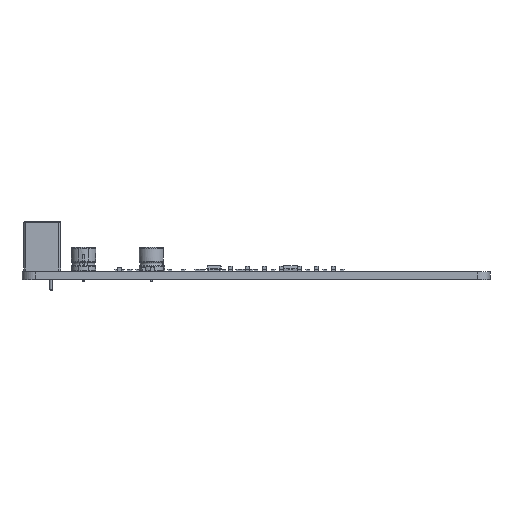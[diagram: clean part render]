
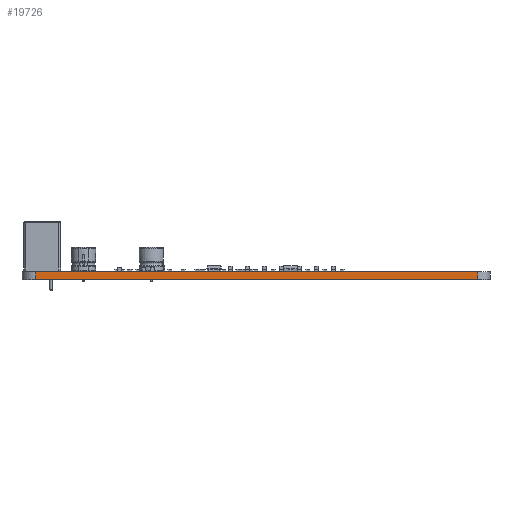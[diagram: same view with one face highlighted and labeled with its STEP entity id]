
A CAD part, left-side view. The second image highlights one B-rep face of the part: STEP entity #19726.
In plain terms, the highlighted planar face has unit normal (-1, 0, 0).
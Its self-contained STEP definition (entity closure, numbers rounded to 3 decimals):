
#19543 = CYLINDRICAL_SURFACE('',#19544,2.794);
#19544 = AXIS2_PLACEMENT_3D('',#19545,#19546,#19547);
#19545 = CARTESIAN_POINT('',(2.794,93.726,0.));
#19546 = DIRECTION('',(-0.,-0.,-1.));
#19547 = DIRECTION('',(1.,0.,-0.));
#19568 = VERTEX_POINT('',#19569);
#19569 = CARTESIAN_POINT('',(0.,93.726,1.6));
#19584 = PLANE('',#19585);
#19585 = AXIS2_PLACEMENT_3D('',#19586,#19587,#19588);
#19586 = CARTESIAN_POINT('',(51.323,48.246,1.6));
#19587 = DIRECTION('',(0.,0.,1.));
#19588 = DIRECTION('',(1.,0.,-0.));
#19596 = EDGE_CURVE('',#19597,#19568,#19599,.T.);
#19597 = VERTEX_POINT('',#19598);
#19598 = CARTESIAN_POINT('',(0.,93.726,0.));
#19599 = SURFACE_CURVE('',#19600,(#19604,#19611),.PCURVE_S1.);
#19600 = LINE('',#19601,#19602);
#19601 = CARTESIAN_POINT('',(0.,93.726,0.));
#19602 = VECTOR('',#19603,1.);
#19603 = DIRECTION('',(0.,0.,1.));
#19604 = PCURVE('',#19543,#19605);
#19605 = DEFINITIONAL_REPRESENTATION('',(#19606),#19610);
#19606 = LINE('',#19607,#19608);
#19607 = CARTESIAN_POINT('',(-3.142,0.));
#19608 = VECTOR('',#19609,1.);
#19609 = DIRECTION('',(-0.,-1.));
#19610 = ( GEOMETRIC_REPRESENTATION_CONTEXT(2) 
PARAMETRIC_REPRESENTATION_CONTEXT() REPRESENTATION_CONTEXT('2D SPACE',''
  ) );
#19611 = PCURVE('',#19612,#19617);
#19612 = PLANE('',#19613);
#19613 = AXIS2_PLACEMENT_3D('',#19614,#19615,#19616);
#19614 = CARTESIAN_POINT('',(0.,2.54,0.));
#19615 = DIRECTION('',(-1.,0.,0.));
#19616 = DIRECTION('',(0.,1.,0.));
#19617 = DEFINITIONAL_REPRESENTATION('',(#19618),#19622);
#19618 = LINE('',#19619,#19620);
#19619 = CARTESIAN_POINT('',(91.186,0.));
#19620 = VECTOR('',#19621,1.);
#19621 = DIRECTION('',(0.,-1.));
#19622 = ( GEOMETRIC_REPRESENTATION_CONTEXT(2) 
PARAMETRIC_REPRESENTATION_CONTEXT() REPRESENTATION_CONTEXT('2D SPACE',''
  ) );
#19639 = PLANE('',#19640);
#19640 = AXIS2_PLACEMENT_3D('',#19641,#19642,#19643);
#19641 = CARTESIAN_POINT('',(51.323,48.246,0.));
#19642 = DIRECTION('',(0.,0.,1.));
#19643 = DIRECTION('',(1.,0.,-0.));
#19726 = ADVANCED_FACE('',(#19727),#19612,.T.);
#19727 = FACE_BOUND('',#19728,.T.);
#19728 = EDGE_LOOP('',(#19729,#19759,#19780,#19781));
#19729 = ORIENTED_EDGE('',*,*,#19730,.T.);
#19730 = EDGE_CURVE('',#19731,#19733,#19735,.T.);
#19731 = VERTEX_POINT('',#19732);
#19732 = CARTESIAN_POINT('',(0.,2.54,0.));
#19733 = VERTEX_POINT('',#19734);
#19734 = CARTESIAN_POINT('',(0.,2.54,1.6));
#19735 = SURFACE_CURVE('',#19736,(#19740,#19747),.PCURVE_S1.);
#19736 = LINE('',#19737,#19738);
#19737 = CARTESIAN_POINT('',(0.,2.54,0.));
#19738 = VECTOR('',#19739,1.);
#19739 = DIRECTION('',(0.,0.,1.));
#19740 = PCURVE('',#19612,#19741);
#19741 = DEFINITIONAL_REPRESENTATION('',(#19742),#19746);
#19742 = LINE('',#19743,#19744);
#19743 = CARTESIAN_POINT('',(0.,0.));
#19744 = VECTOR('',#19745,1.);
#19745 = DIRECTION('',(0.,-1.));
#19746 = ( GEOMETRIC_REPRESENTATION_CONTEXT(2) 
PARAMETRIC_REPRESENTATION_CONTEXT() REPRESENTATION_CONTEXT('2D SPACE',''
  ) );
#19747 = PCURVE('',#19748,#19753);
#19748 = CYLINDRICAL_SURFACE('',#19749,2.54);
#19749 = AXIS2_PLACEMENT_3D('',#19750,#19751,#19752);
#19750 = CARTESIAN_POINT('',(2.54,2.54,0.));
#19751 = DIRECTION('',(-0.,-0.,-1.));
#19752 = DIRECTION('',(1.,0.,-0.));
#19753 = DEFINITIONAL_REPRESENTATION('',(#19754),#19758);
#19754 = LINE('',#19755,#19756);
#19755 = CARTESIAN_POINT('',(-3.142,0.));
#19756 = VECTOR('',#19757,1.);
#19757 = DIRECTION('',(-0.,-1.));
#19758 = ( GEOMETRIC_REPRESENTATION_CONTEXT(2) 
PARAMETRIC_REPRESENTATION_CONTEXT() REPRESENTATION_CONTEXT('2D SPACE',''
  ) );
#19759 = ORIENTED_EDGE('',*,*,#19760,.T.);
#19760 = EDGE_CURVE('',#19733,#19568,#19761,.T.);
#19761 = SURFACE_CURVE('',#19762,(#19766,#19773),.PCURVE_S1.);
#19762 = LINE('',#19763,#19764);
#19763 = CARTESIAN_POINT('',(0.,2.54,1.6));
#19764 = VECTOR('',#19765,1.);
#19765 = DIRECTION('',(0.,1.,0.));
#19766 = PCURVE('',#19612,#19767);
#19767 = DEFINITIONAL_REPRESENTATION('',(#19768),#19772);
#19768 = LINE('',#19769,#19770);
#19769 = CARTESIAN_POINT('',(0.,-1.6));
#19770 = VECTOR('',#19771,1.);
#19771 = DIRECTION('',(1.,0.));
#19772 = ( GEOMETRIC_REPRESENTATION_CONTEXT(2) 
PARAMETRIC_REPRESENTATION_CONTEXT() REPRESENTATION_CONTEXT('2D SPACE',''
  ) );
#19773 = PCURVE('',#19584,#19774);
#19774 = DEFINITIONAL_REPRESENTATION('',(#19775),#19779);
#19775 = LINE('',#19776,#19777);
#19776 = CARTESIAN_POINT('',(-51.323,-45.706));
#19777 = VECTOR('',#19778,1.);
#19778 = DIRECTION('',(0.,1.));
#19779 = ( GEOMETRIC_REPRESENTATION_CONTEXT(2) 
PARAMETRIC_REPRESENTATION_CONTEXT() REPRESENTATION_CONTEXT('2D SPACE',''
  ) );
#19780 = ORIENTED_EDGE('',*,*,#19596,.F.);
#19781 = ORIENTED_EDGE('',*,*,#19782,.F.);
#19782 = EDGE_CURVE('',#19731,#19597,#19783,.T.);
#19783 = SURFACE_CURVE('',#19784,(#19788,#19795),.PCURVE_S1.);
#19784 = LINE('',#19785,#19786);
#19785 = CARTESIAN_POINT('',(0.,2.54,0.));
#19786 = VECTOR('',#19787,1.);
#19787 = DIRECTION('',(0.,1.,0.));
#19788 = PCURVE('',#19612,#19789);
#19789 = DEFINITIONAL_REPRESENTATION('',(#19790),#19794);
#19790 = LINE('',#19791,#19792);
#19791 = CARTESIAN_POINT('',(0.,0.));
#19792 = VECTOR('',#19793,1.);
#19793 = DIRECTION('',(1.,0.));
#19794 = ( GEOMETRIC_REPRESENTATION_CONTEXT(2) 
PARAMETRIC_REPRESENTATION_CONTEXT() REPRESENTATION_CONTEXT('2D SPACE',''
  ) );
#19795 = PCURVE('',#19639,#19796);
#19796 = DEFINITIONAL_REPRESENTATION('',(#19797),#19801);
#19797 = LINE('',#19798,#19799);
#19798 = CARTESIAN_POINT('',(-51.323,-45.706));
#19799 = VECTOR('',#19800,1.);
#19800 = DIRECTION('',(0.,1.));
#19801 = ( GEOMETRIC_REPRESENTATION_CONTEXT(2) 
PARAMETRIC_REPRESENTATION_CONTEXT() REPRESENTATION_CONTEXT('2D SPACE',''
  ) );
